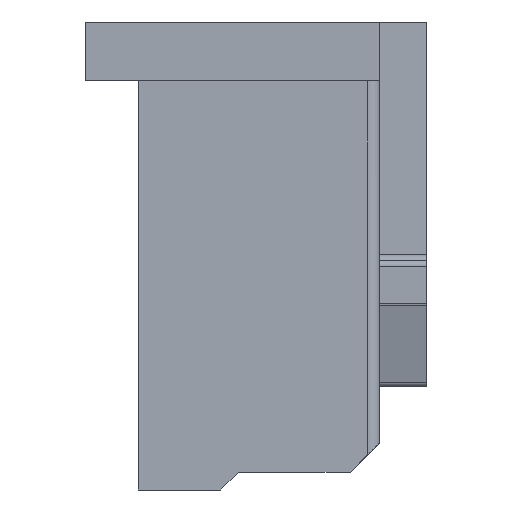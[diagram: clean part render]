
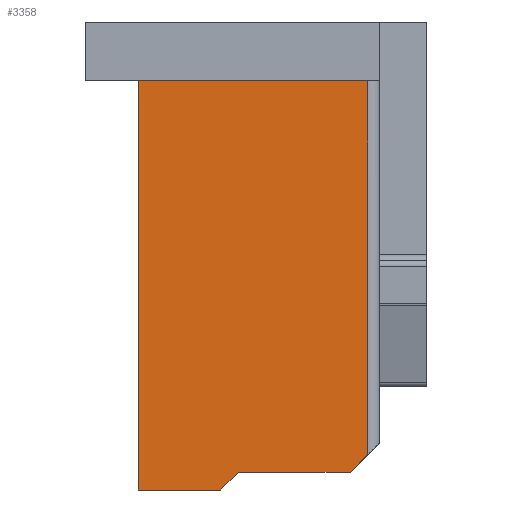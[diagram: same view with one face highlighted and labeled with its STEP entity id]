
A CAD part, left-side view. The second image highlights one B-rep face of the part: STEP entity #3358.
In plain terms, the highlighted planar face has unit normal (-1, 0, 0).
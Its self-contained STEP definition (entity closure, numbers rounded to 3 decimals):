
#74=DIRECTION('',(0.,-1.,0.));
#75=VECTOR('',#74,1.4);
#76=CARTESIAN_POINT('',(-6.6,2.05,-15.6));
#77=LINE('',#76,#75);
#881=CARTESIAN_POINT('',(-6.6,-1.85,-15.));
#883=DIRECTION('',(0.,0.,-1.));
#884=VECTOR('',#883,6.35);
#885=CARTESIAN_POINT('',(-6.6,-1.85,-8.65));
#886=LINE('',#885,#884);
#887=DIRECTION('',(0.,-0.707,0.707));
#888=VECTOR('',#887,0.424);
#889=CARTESIAN_POINT('',(-6.6,-1.55,-15.3));
#890=LINE('',#889,#888);
#891=DIRECTION('',(0.,1.,0.));
#892=VECTOR('',#891,1.9);
#893=CARTESIAN_POINT('',(-6.6,-1.55,-15.3));
#894=LINE('',#893,#892);
#895=DIRECTION('',(0.,-0.707,0.707));
#896=VECTOR('',#895,0.424);
#897=CARTESIAN_POINT('',(-6.6,0.65,-15.6));
#898=LINE('',#897,#896);
#899=DIRECTION('',(0.,0.,1.));
#900=VECTOR('',#899,6.95);
#901=CARTESIAN_POINT('',(-6.6,2.05,-15.6));
#902=LINE('',#901,#900);
#903=DIRECTION('',(0.,-1.,0.));
#904=VECTOR('',#903,3.9);
#905=CARTESIAN_POINT('',(-6.6,2.05,-8.65));
#906=LINE('',#905,#904);
#1741=CARTESIAN_POINT('',(-6.6,2.05,-8.65));
#1743=VERTEX_POINT('',#1741);
#1744=CARTESIAN_POINT('',(-6.6,2.05,-15.6));
#1745=VERTEX_POINT('',#1744);
#1964=CARTESIAN_POINT('',(-6.6,0.65,-15.6));
#1965=CARTESIAN_POINT('',(-6.6,0.35,-15.3));
#1966=VERTEX_POINT('',#1964);
#1967=VERTEX_POINT('',#1965);
#2152=CARTESIAN_POINT('',(-6.6,-1.55,-15.3));
#2154=VERTEX_POINT('',#2152);
#2163=VERTEX_POINT('',#881);
#2164=CARTESIAN_POINT('',(-6.6,-1.85,-8.65));
#2165=VERTEX_POINT('',#2164);
#3341=CARTESIAN_POINT('',(-6.6,2.05,-15.6));
#3342=DIRECTION('',(-1.,0.,0.));
#3343=DIRECTION('',(0.,-1.,0.));
#3344=AXIS2_PLACEMENT_3D('',#3341,#3342,#3343);
#3345=PLANE('',#3344);
#3347=ORIENTED_EDGE('',*,*,#3346,.T.);
#3348=ORIENTED_EDGE('',*,*,#3332,.F.);
#3349=ORIENTED_EDGE('',*,*,#2449,.T.);
#3351=ORIENTED_EDGE('',*,*,#3350,.F.);
#3352=ORIENTED_EDGE('',*,*,#2289,.F.);
#3353=ORIENTED_EDGE('',*,*,#3248,.T.);
#3355=ORIENTED_EDGE('',*,*,#3354,.T.);
#3356=EDGE_LOOP('',(#3347,#3348,#3349,#3351,#3352,#3353,#3355));
#3357=FACE_OUTER_BOUND('',#3356,.F.);
#2289=EDGE_CURVE('',#1745,#1966,#77,.T.);
#2449=EDGE_CURVE('',#2154,#1967,#894,.T.);
#3248=EDGE_CURVE('',#1745,#1743,#902,.T.);
#3332=EDGE_CURVE('',#2154,#2163,#890,.T.);
#3346=EDGE_CURVE('',#2165,#2163,#886,.T.);
#3350=EDGE_CURVE('',#1966,#1967,#898,.T.);
#3354=EDGE_CURVE('',#1743,#2165,#906,.T.);
#3358=ADVANCED_FACE('',(#3357),#3345,.T.);
